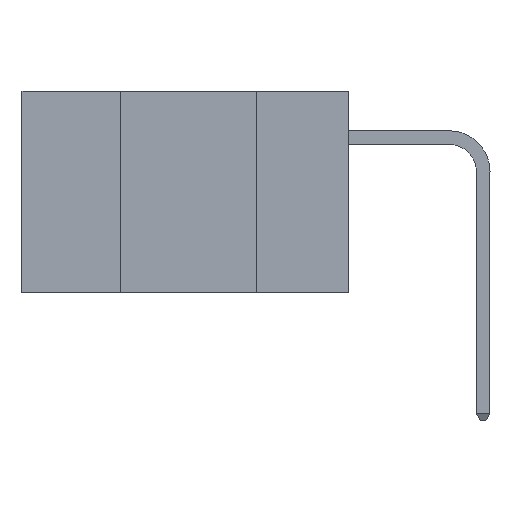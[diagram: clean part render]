
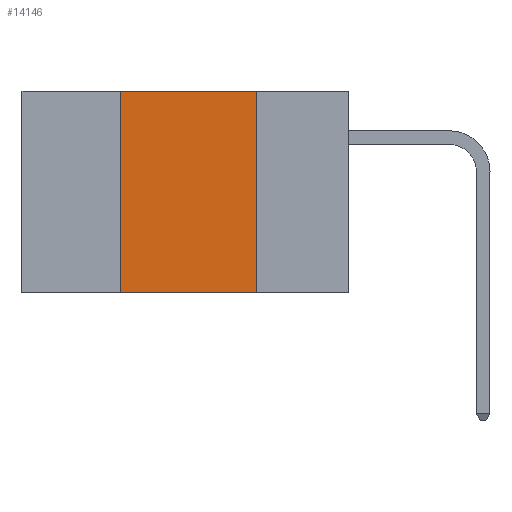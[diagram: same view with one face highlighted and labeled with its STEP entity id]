
A CAD part, left-side view. The second image highlights one B-rep face of the part: STEP entity #14146.
In plain terms, the highlighted planar face has unit normal (-1, 0, 0).
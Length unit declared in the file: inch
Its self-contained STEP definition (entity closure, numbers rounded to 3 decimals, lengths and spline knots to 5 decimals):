
#12 = VERTEX_POINT ( 'NONE', #18933 ) ;
#940 = DIRECTION ( 'NONE',  ( 0., -1., 0. ) ) ;
#1906 = VERTEX_POINT ( 'NONE', #4722 ) ;
#4181 = LINE ( 'NONE', #24886, #4934 ) ;
#4315 = VECTOR ( 'NONE', #24598, 39.37008 ) ;
#4722 = CARTESIAN_POINT ( 'NONE',  ( 0., 0.42, 0. ) ) ;
#4934 = VECTOR ( 'NONE', #940, 39.37008 ) ;
#5164 = LINE ( 'NONE', #12378, #29640 ) ;
#7364 = DIRECTION ( 'NONE',  ( 0., 0., 1. ) ) ;
#8242 = DIRECTION ( 'NONE',  ( 0., 0., -1. ) ) ;
#10346 = CARTESIAN_POINT ( 'NONE',  ( 0., 0.6, 0. ) ) ;
#11518 = EDGE_CURVE ( 'NONE', #18133, #12, #4181, .T. ) ;
#11659 = PLANE ( 'NONE',  #14750 ) ;
#11828 = LINE ( 'NONE', #20298, #25714 ) ;
#12378 = CARTESIAN_POINT ( 'NONE',  ( 0., 0.42, 0. ) ) ;
#12880 = VERTEX_POINT ( 'NONE', #28292 ) ;
#13058 = EDGE_CURVE ( 'NONE', #18133, #1906, #5164, .T. ) ;
#14146 = ADVANCED_FACE ( 'NONE', ( #20866 ), #11659, .F. ) ;
#14750 = AXIS2_PLACEMENT_3D ( 'NONE', #24028, #26051, #19221 ) ;
#14846 = ORIENTED_EDGE ( 'NONE', *, *, #11518, .T. ) ;
#15873 = EDGE_CURVE ( 'NONE', #1906, #12880, #25356, .T. ) ;
#16529 = ORIENTED_EDGE ( 'NONE', *, *, #20122, .F. ) ;
#18133 = VERTEX_POINT ( 'NONE', #29471 ) ;
#18933 = CARTESIAN_POINT ( 'NONE',  ( 0., 0.17, -0.37 ) ) ;
#19221 = DIRECTION ( 'NONE',  ( 0., 0., -1. ) ) ;
#20122 = EDGE_CURVE ( 'NONE', #12880, #12, #11828, .T. ) ;
#20298 = CARTESIAN_POINT ( 'NONE',  ( 0., 0.17, 0. ) ) ;
#20866 = FACE_OUTER_BOUND ( 'NONE', #21869, .T. ) ;
#21869 = EDGE_LOOP ( 'NONE', ( #16529, #27709, #22122, #14846 ) ) ;
#22122 = ORIENTED_EDGE ( 'NONE', *, *, #13058, .F. ) ;
#24028 = CARTESIAN_POINT ( 'NONE',  ( 0., 0.6, 0. ) ) ;
#24598 = DIRECTION ( 'NONE',  ( 0., -1., 0. ) ) ;
#24886 = CARTESIAN_POINT ( 'NONE',  ( 0., 0.6, -0.37 ) ) ;
#25356 = LINE ( 'NONE', #10346, #4315 ) ;
#25714 = VECTOR ( 'NONE', #8242, 39.37008 ) ;
#26051 = DIRECTION ( 'NONE',  ( 1., 0., 0. ) ) ;
#27709 = ORIENTED_EDGE ( 'NONE', *, *, #15873, .F. ) ;
#28292 = CARTESIAN_POINT ( 'NONE',  ( 0., 0.17, 0. ) ) ;
#29471 = CARTESIAN_POINT ( 'NONE',  ( 0., 0.42, -0.37 ) ) ;
#29640 = VECTOR ( 'NONE', #7364, 39.37008 ) ;
